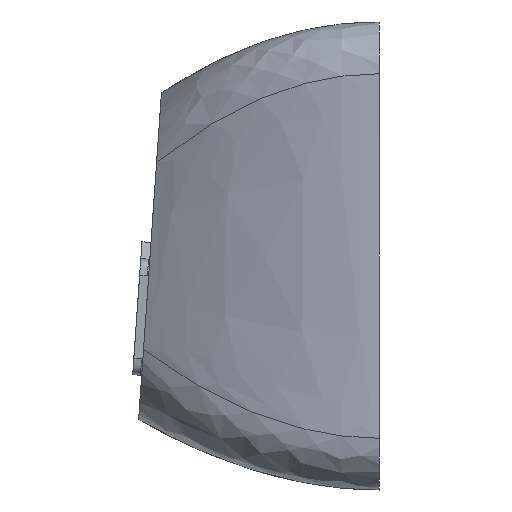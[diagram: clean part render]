
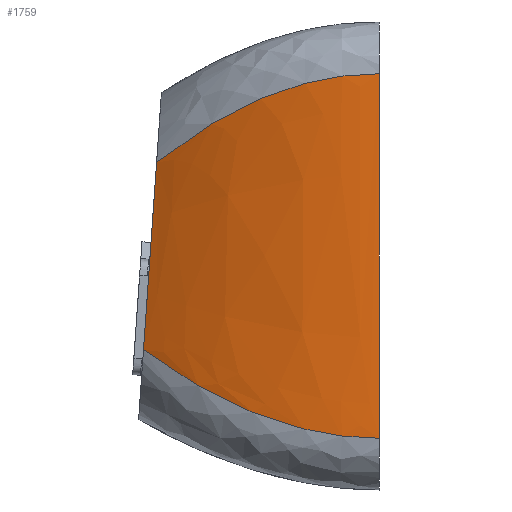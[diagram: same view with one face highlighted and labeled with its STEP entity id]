
A CAD part, left-side view. The second image highlights one B-rep face of the part: STEP entity #1759.
In plain terms, the highlighted free-form (B-spline) face has degree [3, 3] with [4, 4] control points.
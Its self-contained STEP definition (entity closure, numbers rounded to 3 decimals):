
#37=B_SPLINE_SURFACE_WITH_KNOTS('',3,3,((#2302,#2303,#2304,#2305),(#2306,
#2307,#2308,#2309),(#2310,#2311,#2312,#2313),(#2314,#2315,#2316,#2317)),
 .UNSPECIFIED.,.F.,.F.,.F.,(4,4),(4,4),(0.,1.),(0.,1.),.UNSPECIFIED.);
#88=FACE_OUTER_BOUND('',#187,.T.);
#187=EDGE_LOOP('',(#1174,#1175,#1176,#1177));
#292=B_SPLINE_CURVE_WITH_KNOTS('',3,(#2297,#2298,#2299,#2300),
 .UNSPECIFIED.,.F.,.F.,(4,4),(0.,1.),.UNSPECIFIED.);
#293=B_SPLINE_CURVE_WITH_KNOTS('',3,(#2321,#2322,#2323,#2324),
 .UNSPECIFIED.,.F.,.F.,(4,4),(0.,1.),.UNSPECIFIED.);
#403=LINE('',#2319,#556);
#404=LINE('',#2325,#557);
#556=VECTOR('',#1948,10.);
#557=VECTOR('',#1949,10.);
#714=VERTEX_POINT('',#2294);
#715=VERTEX_POINT('',#2296);
#716=VERTEX_POINT('',#2318);
#717=VERTEX_POINT('',#2320);
#897=EDGE_CURVE('',#714,#715,#292,.T.);
#899=EDGE_CURVE('',#716,#714,#403,.T.);
#900=EDGE_CURVE('',#716,#717,#293,.T.);
#901=EDGE_CURVE('',#717,#715,#404,.T.);
#1174=ORIENTED_EDGE('',*,*,#899,.F.);
#1175=ORIENTED_EDGE('',*,*,#900,.T.);
#1176=ORIENTED_EDGE('',*,*,#901,.T.);
#1177=ORIENTED_EDGE('',*,*,#897,.F.);
#1759=ADVANCED_FACE('',(#88),#37,.F.);
#1948=DIRECTION('',(0.,-0.07,0.998));
#1949=DIRECTION('',(0.,0.,1.));
#2294=CARTESIAN_POINT('',(2.7,8.614,12.669));
#2296=CARTESIAN_POINT('',(0.,0.,16.1));
#2297=CARTESIAN_POINT('Ctrl Pts',(2.7,8.614,12.669));
#2298=CARTESIAN_POINT('Ctrl Pts',(0.9,5.743,14.956));
#2299=CARTESIAN_POINT('Ctrl Pts',(0.,2.956,
16.1));
#2300=CARTESIAN_POINT('Ctrl Pts',(0.,0.,16.1));
#2302=CARTESIAN_POINT('Ctrl Pts',(2.7,9.12,5.431));
#2303=CARTESIAN_POINT('Ctrl Pts',(0.9,6.08,3.144));
#2304=CARTESIAN_POINT('Ctrl Pts',(0.,2.956,
2.));
#2305=CARTESIAN_POINT('Ctrl Pts',(0.,0.,
2.));
#2306=CARTESIAN_POINT('Ctrl Pts',(2.7,9.022,6.841));
#2307=CARTESIAN_POINT('Ctrl Pts',(0.939,6.014,4.776));
#2308=CARTESIAN_POINT('Ctrl Pts',(0.,2.956,
3.047));
#2309=CARTESIAN_POINT('Ctrl Pts',(0.,0.,
3.047));
#2310=CARTESIAN_POINT('Ctrl Pts',(2.7,8.713,11.259));
#2311=CARTESIAN_POINT('Ctrl Pts',(0.939,5.808,13.324));
#2312=CARTESIAN_POINT('Ctrl Pts',(0.,2.956,
15.053));
#2313=CARTESIAN_POINT('Ctrl Pts',(0.,0.,
15.053));
#2314=CARTESIAN_POINT('Ctrl Pts',(2.7,8.614,12.669));
#2315=CARTESIAN_POINT('Ctrl Pts',(0.9,5.743,14.956));
#2316=CARTESIAN_POINT('Ctrl Pts',(0.,2.956,
16.1));
#2317=CARTESIAN_POINT('Ctrl Pts',(0.,0.,16.1));
#2318=CARTESIAN_POINT('',(2.7,9.12,5.431));
#2319=CARTESIAN_POINT('',(2.7,8.614,12.669));
#2320=CARTESIAN_POINT('',(0.,0.,2.));
#2321=CARTESIAN_POINT('Ctrl Pts',(2.7,9.12,5.431));
#2322=CARTESIAN_POINT('Ctrl Pts',(0.9,6.08,3.144));
#2323=CARTESIAN_POINT('Ctrl Pts',(0.,2.956,
2.));
#2324=CARTESIAN_POINT('Ctrl Pts',(0.,0.,
2.));
#2325=CARTESIAN_POINT('',(0.,0.,16.1));
